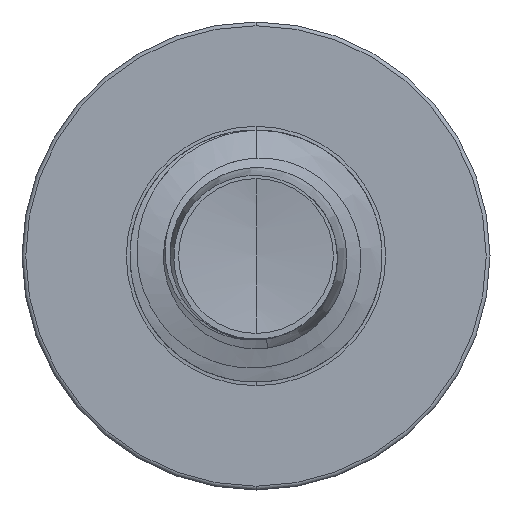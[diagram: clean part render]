
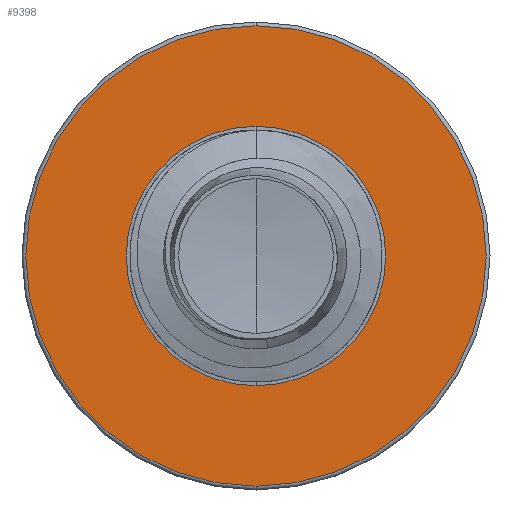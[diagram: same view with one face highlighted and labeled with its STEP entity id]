
A CAD part, front view. The second image highlights one B-rep face of the part: STEP entity #9398.
In plain terms, the highlighted planar face has unit normal (0, -1, 0).
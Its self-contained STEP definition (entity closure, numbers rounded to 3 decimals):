
#349 = AXIS2_PLACEMENT_3D ( 'NONE', #5312, #15843, #6975 ) ;
#1907 = DIRECTION ( 'NONE',  ( 0., 1., 0. ) ) ;
#2229 = CARTESIAN_POINT ( 'NONE',  ( 0., 4.5, 0. ) ) ;
#2623 = CIRCLE ( 'NONE', #2874, 1.279 ) ;
#2693 = ORIENTED_EDGE ( 'NONE', *, *, #13291, .T. ) ;
#2874 = AXIS2_PLACEMENT_3D ( 'NONE', #15499, #6534, #16789 ) ;
#3599 = CARTESIAN_POINT ( 'NONE',  ( 0., 4.5, -1.279 ) ) ;
#3895 = DIRECTION ( 'NONE',  ( 0., 0., 1. ) ) ;
#4041 = DIRECTION ( 'NONE',  ( 0., 1., 0. ) ) ;
#5312 = CARTESIAN_POINT ( 'NONE',  ( 0., 4.5, 0. ) ) ;
#5747 = VERTEX_POINT ( 'NONE', #3599 ) ;
#6258 = AXIS2_PLACEMENT_3D ( 'NONE', #19037, #4041, #19163 ) ;
#6416 = CARTESIAN_POINT ( 'NONE',  ( 0., 4.5, 0.721 ) ) ;
#6534 = DIRECTION ( 'NONE',  ( 0., 1., 0. ) ) ;
#6664 = ORIENTED_EDGE ( 'NONE', *, *, #16655, .F. ) ;
#6975 = DIRECTION ( 'NONE',  ( 0., 0., 1. ) ) ;
#7724 = FACE_BOUND ( 'NONE', #15590, .T. ) ;
#8436 = AXIS2_PLACEMENT_3D ( 'NONE', #2229, #13450, #3895 ) ;
#9170 = CIRCLE ( 'NONE', #349, 1.279 ) ;
#9318 = PLANE ( 'NONE',  #6258 ) ;
#9398 = ADVANCED_FACE ( 'NONE', ( #12339, #7724 ), #9318, .F. ) ;
#10821 = VERTEX_POINT ( 'NONE', #6416 ) ;
#11699 = CARTESIAN_POINT ( 'NONE',  ( 0., 4.5, 1.279 ) ) ;
#11728 = CARTESIAN_POINT ( 'NONE',  ( 0., 4.5, 0. ) ) ;
#12066 = CIRCLE ( 'NONE', #16423, 0.721 ) ;
#12339 = FACE_OUTER_BOUND ( 'NONE', #13301, .T. ) ;
#13183 = DIRECTION ( 'NONE',  ( 0., 0., 1. ) ) ;
#13291 = EDGE_CURVE ( 'NONE', #19981, #10821, #16734, .T. ) ;
#13301 = EDGE_LOOP ( 'NONE', ( #20011, #6664 ) ) ;
#13450 = DIRECTION ( 'NONE',  ( 0., 1., 0. ) ) ;
#14879 = EDGE_CURVE ( 'NONE', #16249, #5747, #2623, .T. ) ;
#14950 = ORIENTED_EDGE ( 'NONE', *, *, #16652, .T. ) ;
#15499 = CARTESIAN_POINT ( 'NONE',  ( 0., 4.5, 0. ) ) ;
#15590 = EDGE_LOOP ( 'NONE', ( #14950, #2693 ) ) ;
#15843 = DIRECTION ( 'NONE',  ( 0., 1., 0. ) ) ;
#16249 = VERTEX_POINT ( 'NONE', #11699 ) ;
#16423 = AXIS2_PLACEMENT_3D ( 'NONE', #11728, #1907, #13183 ) ;
#16652 = EDGE_CURVE ( 'NONE', #10821, #19981, #12066, .T. ) ;
#16655 = EDGE_CURVE ( 'NONE', #5747, #16249, #9170, .T. ) ;
#16734 = CIRCLE ( 'NONE', #8436, 0.721 ) ;
#16789 = DIRECTION ( 'NONE',  ( 0., 0., 1. ) ) ;
#17261 = CARTESIAN_POINT ( 'NONE',  ( 0., 4.5, -0.721 ) ) ;
#19037 = CARTESIAN_POINT ( 'NONE',  ( 0., 4.5, -0.721 ) ) ;
#19163 = DIRECTION ( 'NONE',  ( 0., 0., 1. ) ) ;
#19981 = VERTEX_POINT ( 'NONE', #17261 ) ;
#20011 = ORIENTED_EDGE ( 'NONE', *, *, #14879, .F. ) ;
